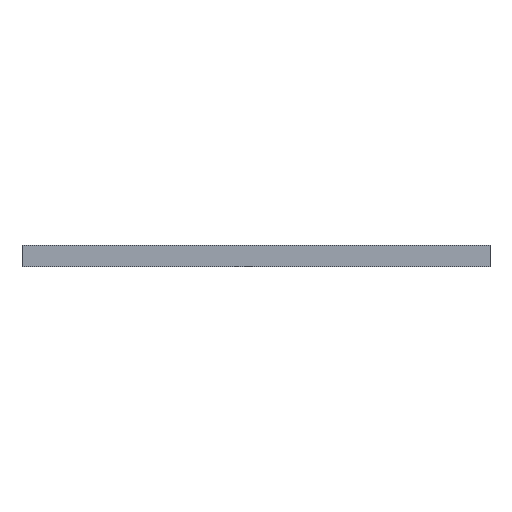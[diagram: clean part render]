
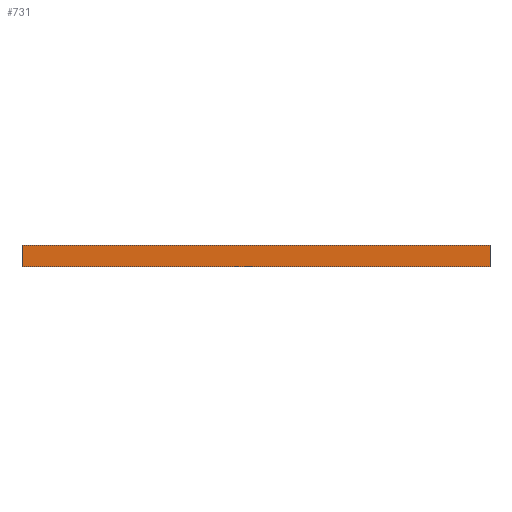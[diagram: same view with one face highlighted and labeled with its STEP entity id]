
A CAD part, front view. The second image highlights one B-rep face of the part: STEP entity #731.
In plain terms, the highlighted planar face has unit normal (0, -1, 0).
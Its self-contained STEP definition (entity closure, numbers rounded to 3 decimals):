
#57 = VERTEX_POINT ( 'NONE', #876 ) ;
#64 = DIRECTION ( 'NONE',  ( 0., 0., -1. ) ) ;
#159 = VERTEX_POINT ( 'NONE', #688 ) ;
#223 = LINE ( 'NONE', #1117, #388 ) ;
#259 = DIRECTION ( 'NONE',  ( 0., 0., -1. ) ) ;
#277 = CARTESIAN_POINT ( 'NONE',  ( 0., -8.65, 1.2 ) ) ;
#288 = CARTESIAN_POINT ( 'NONE',  ( -13., -8.65, 1.2 ) ) ;
#388 = VECTOR ( 'NONE', #1230, 1000. ) ;
#418 = ORIENTED_EDGE ( 'NONE', *, *, #1364, .T. ) ;
#429 = CARTESIAN_POINT ( 'NONE',  ( 0., -8.65, 1.2 ) ) ;
#488 = ORIENTED_EDGE ( 'NONE', *, *, #1224, .T. ) ;
#589 = VERTEX_POINT ( 'NONE', #677 ) ;
#648 = AXIS2_PLACEMENT_3D ( 'NONE', #277, #1442, #1420 ) ;
#669 = VECTOR ( 'NONE', #64, 1000. ) ;
#677 = CARTESIAN_POINT ( 'NONE',  ( -13., -8.65, 0. ) ) ;
#688 = CARTESIAN_POINT ( 'NONE',  ( 13., -8.65, 0. ) ) ;
#698 = EDGE_CURVE ( 'NONE', #1164, #57, #1464, .T. ) ;
#731 = ADVANCED_FACE ( 'NONE', ( #1253 ), #1178, .F. ) ;
#775 = VECTOR ( 'NONE', #882, 1000. ) ;
#876 = CARTESIAN_POINT ( 'NONE',  ( 13., -8.65, 1.2 ) ) ;
#882 = DIRECTION ( 'NONE',  ( 1., 0., 0. ) ) ;
#884 = ORIENTED_EDGE ( 'NONE', *, *, #1107, .F. ) ;
#974 = LINE ( 'NONE', #288, #669 ) ;
#1094 = ORIENTED_EDGE ( 'NONE', *, *, #698, .F. ) ;
#1107 = EDGE_CURVE ( 'NONE', #57, #159, #1288, .T. ) ;
#1117 = CARTESIAN_POINT ( 'NONE',  ( 0., -8.65, 0. ) ) ;
#1160 = CARTESIAN_POINT ( 'NONE',  ( -13., -8.65, 1.2 ) ) ;
#1164 = VERTEX_POINT ( 'NONE', #1160 ) ;
#1175 = CARTESIAN_POINT ( 'NONE',  ( 13., -8.65, 1.2 ) ) ;
#1178 = PLANE ( 'NONE',  #648 ) ;
#1224 = EDGE_CURVE ( 'NONE', #1164, #589, #974, .T. ) ;
#1230 = DIRECTION ( 'NONE',  ( 1., 0., 0. ) ) ;
#1242 = VECTOR ( 'NONE', #259, 1000. ) ;
#1253 = FACE_OUTER_BOUND ( 'NONE', #1322, .T. ) ;
#1288 = LINE ( 'NONE', #1175, #1242 ) ;
#1322 = EDGE_LOOP ( 'NONE', ( #418, #884, #1094, #488 ) ) ;
#1364 = EDGE_CURVE ( 'NONE', #589, #159, #223, .T. ) ;
#1420 = DIRECTION ( 'NONE',  ( -1., 0., 0. ) ) ;
#1442 = DIRECTION ( 'NONE',  ( 0., 1., 0. ) ) ;
#1464 = LINE ( 'NONE', #429, #775 ) ;
